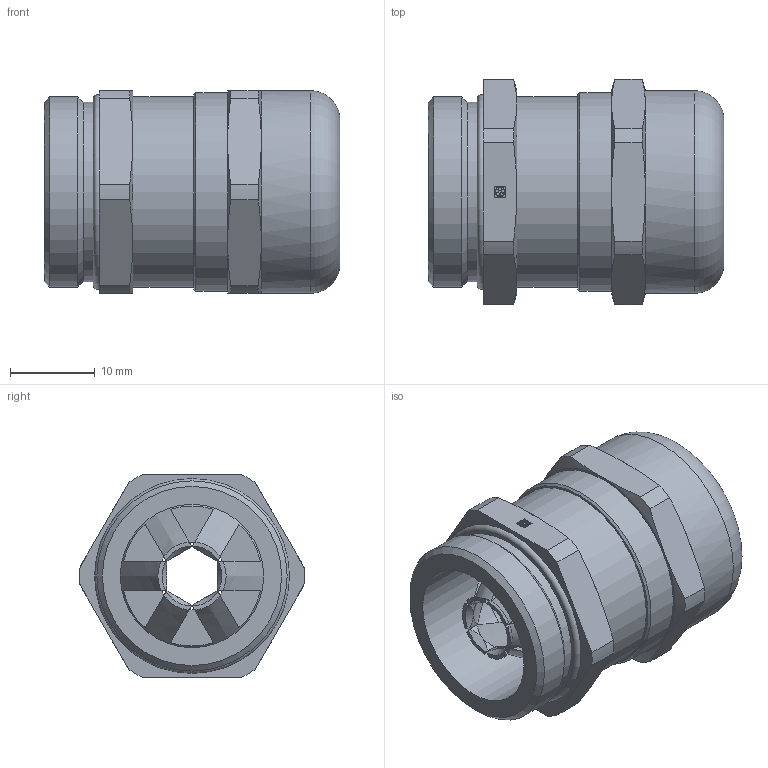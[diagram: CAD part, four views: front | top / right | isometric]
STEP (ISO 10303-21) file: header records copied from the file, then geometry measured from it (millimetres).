
FILE_DESCRIPTION( ( 'STEP AP214' ), '1' );
FILE_NAME( 'SKINTOP MS-SC PG 16 Art. Nr. 53112240(F=8,G=6).stp', '2020-06-03T10:58:29', ( 'License CC BY-ND 4.0' ), ( 'CADENAS' ), ' ', 'PARTsolutions', ' ' );
FILE_SCHEMA( ( 'AUTOMOTIVE_DESIGN { 1 0 10303 214 1 1 1 1 }' ) );
Length unit declared in the file: millimetre
Products named in the file (1): _SKINTOP MS-SC PG 16      Art. Nr. 53112240(F=8,G=6)
Bounding box: 35 x 26.69 x 24 mm (x, y, z)
Volume: 11471.8 mm3; surface area: 5241.9 mm2
Topology: 1 solids, 1 shells, 144 faces, 375 edges, 241 vertices
Faces by surface type: plane 76, cylinder 35, cone 31, torus 2
Full cylindrical faces by diameter (mm): 8 x1, 16.96 x1, 21.2 x1, 22.5 x2, 23.52 x1, 23.98 x1
Entity records: 5814 total; most frequent: CARTESIAN_POINT 1332, ORIENTED_EDGE 714, DIRECTION 632, EDGE_CURVE 357, AXIS2_PLACEMENT_3D 252, VERTEX_POINT 240, EDGE_LOOP 170, FACE_OUTER_BOUND 153
